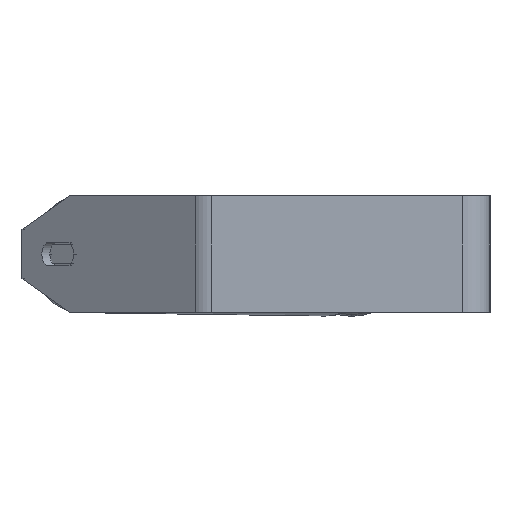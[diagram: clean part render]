
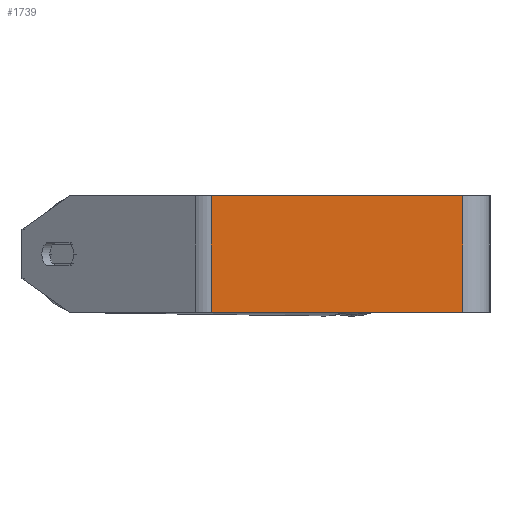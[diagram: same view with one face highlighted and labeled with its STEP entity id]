
A CAD part, left-side view. The second image highlights one B-rep face of the part: STEP entity #1739.
In plain terms, the highlighted planar face has unit normal (-1, 0, 0).
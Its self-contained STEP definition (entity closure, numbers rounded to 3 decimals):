
#519 = CARTESIAN_POINT ( 'NONE',  ( -400., 14., 30. ) ) ;
#539 = ORIENTED_EDGE ( 'NONE', *, *, #3972, .T. ) ;
#654 = FACE_OUTER_BOUND ( 'NONE', #3771, .T. ) ;
#1282 = DIRECTION ( 'NONE',  ( 0., 0., -1. ) ) ;
#1297 = VECTOR ( 'NONE', #2178, 1000. ) ;
#1348 = ORIENTED_EDGE ( 'NONE', *, *, #6064, .T. ) ;
#1427 = EDGE_CURVE ( 'NONE', #2551, #8571, #8513, .T. ) ;
#1739 = ADVANCED_FACE ( 'NONE', ( #654 ), #6082, .F. ) ;
#1750 = CARTESIAN_POINT ( 'NONE',  ( -400., 14., 30. ) ) ;
#2058 = EDGE_CURVE ( 'NONE', #6988, #2551, #4219, .T. ) ;
#2178 = DIRECTION ( 'NONE',  ( 0., -1., 0. ) ) ;
#2306 = ORIENTED_EDGE ( 'NONE', *, *, #2058, .F. ) ;
#2551 = VERTEX_POINT ( 'NONE', #519 ) ;
#2758 = LINE ( 'NONE', #5461, #1297 ) ;
#2795 = ORIENTED_EDGE ( 'NONE', *, *, #1427, .F. ) ;
#3771 = EDGE_LOOP ( 'NONE', ( #539, #2795, #2306, #1348 ) ) ;
#3966 = DIRECTION ( 'NONE',  ( 0., 0., -1. ) ) ;
#3972 = EDGE_CURVE ( 'NONE', #4316, #8571, #2758, .T. ) ;
#4219 = LINE ( 'NONE', #4251, #8528 ) ;
#4251 = CARTESIAN_POINT ( 'NONE',  ( -400., 147.637, 30. ) ) ;
#4291 = VECTOR ( 'NONE', #1282, 1000. ) ;
#4316 = VERTEX_POINT ( 'NONE', #6580 ) ;
#4459 = DIRECTION ( 'NONE',  ( 0., 0., -1. ) ) ;
#5461 = CARTESIAN_POINT ( 'NONE',  ( -400., 147.637, -30. ) ) ;
#5753 = CARTESIAN_POINT ( 'NONE',  ( -400., 143.223, 30. ) ) ;
#5823 = AXIS2_PLACEMENT_3D ( 'NONE', #7473, #6790, #3966 ) ;
#6029 = CARTESIAN_POINT ( 'NONE',  ( -400., 14., -30. ) ) ;
#6064 = EDGE_CURVE ( 'NONE', #6988, #4316, #8056, .T. ) ;
#6082 = PLANE ( 'NONE',  #5823 ) ;
#6580 = CARTESIAN_POINT ( 'NONE',  ( -400., 143.223, -30. ) ) ;
#6699 = VECTOR ( 'NONE', #4459, 1000. ) ;
#6790 = DIRECTION ( 'NONE',  ( 1., 0., 0. ) ) ;
#6988 = VERTEX_POINT ( 'NONE', #5753 ) ;
#7382 = CARTESIAN_POINT ( 'NONE',  ( -400., 143.223, 30. ) ) ;
#7473 = CARTESIAN_POINT ( 'NONE',  ( -400., 147.637, 30. ) ) ;
#7735 = DIRECTION ( 'NONE',  ( 0., -1., 0. ) ) ;
#8056 = LINE ( 'NONE', #7382, #4291 ) ;
#8513 = LINE ( 'NONE', #1750, #6699 ) ;
#8528 = VECTOR ( 'NONE', #7735, 1000. ) ;
#8571 = VERTEX_POINT ( 'NONE', #6029 ) ;
